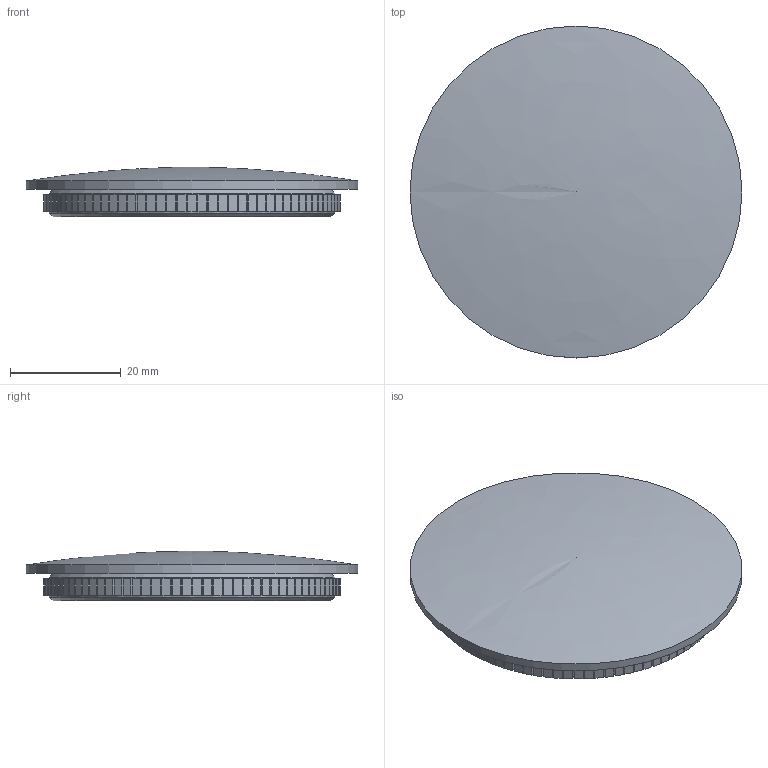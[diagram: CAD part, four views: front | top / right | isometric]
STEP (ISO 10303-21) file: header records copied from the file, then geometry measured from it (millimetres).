
FILE_DESCRIPTION(('STEP AP214'),'1');
FILE_NAME('1817_Cosch_Edelstahltechnik.stp','2018-09-24T20:39:47',(' '),(' '),'Spatial InterOp 3D',' ',' ');
FILE_SCHEMA(('AUTOMOTIVE_DESIGN { 1 0 10303 214 1 1 1 1 }'));
Length unit declared in the file: millimetre
Products named in the file (1): 1537819693
Bounding box: 60 x 60 x 9 mm (x, y, z)
Volume: 18486.4 mm3; surface area: 7697.2 mm2
Topology: 1 solids, 1 shells, 457 faces, 1093 edges, 728 vertices
Faces by surface type: plane 452, cylinder 2, cone 2, bspline 1
Full cylindrical faces by diameter (mm): 51.581 x1, 60 x1
Entity records: 16794 total; most frequent: CARTESIAN_POINT 2298, DIRECTION 2186, ORIENTED_EDGE 2172, EDGE_CURVE 1086, LINE 900, VECTOR 900, VERTEX_POINT 727, AXIS2_PLACEMENT_3D 643
